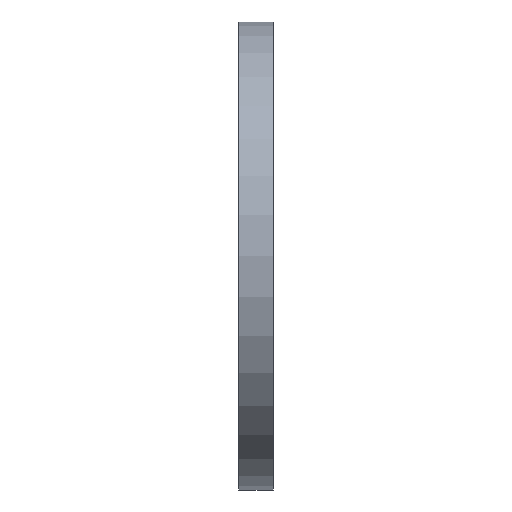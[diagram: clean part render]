
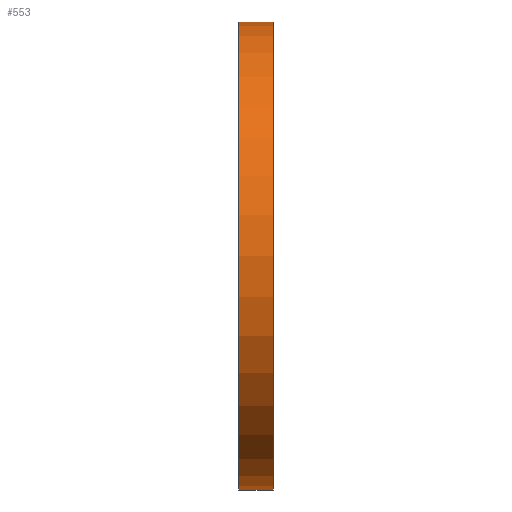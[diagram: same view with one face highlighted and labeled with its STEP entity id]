
A CAD part, front view. The second image highlights one B-rep face of the part: STEP entity #553.
In plain terms, the highlighted cylindrical face has radius 603.25 mm (diameter 1206.5 mm), a partial arc.
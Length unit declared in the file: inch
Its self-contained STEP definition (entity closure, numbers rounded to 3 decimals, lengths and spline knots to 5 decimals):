
#65 = VECTOR ( 'NONE', #1469, 39.37008 ) ;
#79 = LINE ( 'NONE', #725, #65 ) ;
#82 = ORIENTED_EDGE ( 'NONE', *, *, #175, .T. ) ;
#149 = EDGE_LOOP ( 'NONE', ( #740, #664, #82, #1358 ) ) ;
#167 = CARTESIAN_POINT ( 'NONE',  ( 0.0625, 0., 23.75 ) ) ;
#175 = EDGE_CURVE ( 'NONE', #1466, #893, #1142, .T. ) ;
#193 = DIRECTION ( 'NONE',  ( 0., 0., 1. ) ) ;
#215 = CARTESIAN_POINT ( 'NONE',  ( 3.5625, 0., 0. ) ) ;
#263 = CARTESIAN_POINT ( 'NONE',  ( 0., 0., 23.75 ) ) ;
#336 = AXIS2_PLACEMENT_3D ( 'NONE', #1306, #536, #801 ) ;
#443 = CARTESIAN_POINT ( 'NONE',  ( 3.5625, 0., -23.75 ) ) ;
#465 = DIRECTION ( 'NONE',  ( -1., 0., 0. ) ) ;
#536 = DIRECTION ( 'NONE',  ( -1., 0., 0. ) ) ;
#553 = ADVANCED_FACE ( 'NONE', ( #1288 ), #1570, .T. ) ;
#598 = DIRECTION ( 'NONE',  ( -1., 0., 0. ) ) ;
#664 = ORIENTED_EDGE ( 'NONE', *, *, #1430, .T. ) ;
#709 = EDGE_CURVE ( 'NONE', #1385, #1419, #79, .T. ) ;
#710 = AXIS2_PLACEMENT_3D ( 'NONE', #721, #465, #193 ) ;
#721 = CARTESIAN_POINT ( 'NONE',  ( 0.0625, 0., 0. ) ) ;
#725 = CARTESIAN_POINT ( 'NONE',  ( 0., 0., -23.75 ) ) ;
#737 = CARTESIAN_POINT ( 'NONE',  ( 3.5625, 0., 23.75 ) ) ;
#740 = ORIENTED_EDGE ( 'NONE', *, *, #709, .F. ) ;
#801 = DIRECTION ( 'NONE',  ( 0., 0., 1. ) ) ;
#890 = DIRECTION ( 'NONE',  ( -1., 0., 0. ) ) ;
#893 = VERTEX_POINT ( 'NONE', #167 ) ;
#1035 = EDGE_CURVE ( 'NONE', #1419, #893, #1210, .T. ) ;
#1081 = DIRECTION ( 'NONE',  ( 0., 0., 1. ) ) ;
#1142 = LINE ( 'NONE', #263, #1206 ) ;
#1206 = VECTOR ( 'NONE', #890, 39.37008 ) ;
#1210 = CIRCLE ( 'NONE', #710, 23.75 ) ;
#1242 = CIRCLE ( 'NONE', #1426, 23.75 ) ;
#1288 = FACE_OUTER_BOUND ( 'NONE', #149, .T. ) ;
#1306 = CARTESIAN_POINT ( 'NONE',  ( 0., 0., 0. ) ) ;
#1358 = ORIENTED_EDGE ( 'NONE', *, *, #1035, .F. ) ;
#1385 = VERTEX_POINT ( 'NONE', #443 ) ;
#1419 = VERTEX_POINT ( 'NONE', #1632 ) ;
#1426 = AXIS2_PLACEMENT_3D ( 'NONE', #215, #598, #1081 ) ;
#1430 = EDGE_CURVE ( 'NONE', #1385, #1466, #1242, .T. ) ;
#1466 = VERTEX_POINT ( 'NONE', #737 ) ;
#1469 = DIRECTION ( 'NONE',  ( -1., 0., 0. ) ) ;
#1570 = CYLINDRICAL_SURFACE ( 'NONE', #336, 23.75 ) ;
#1632 = CARTESIAN_POINT ( 'NONE',  ( 0.0625, 0., -23.75 ) ) ;
